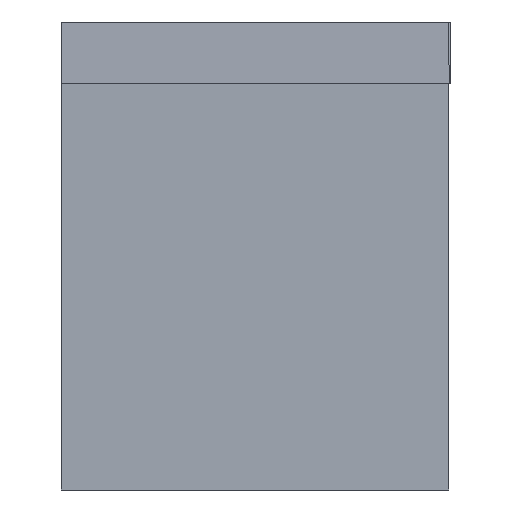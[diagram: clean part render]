
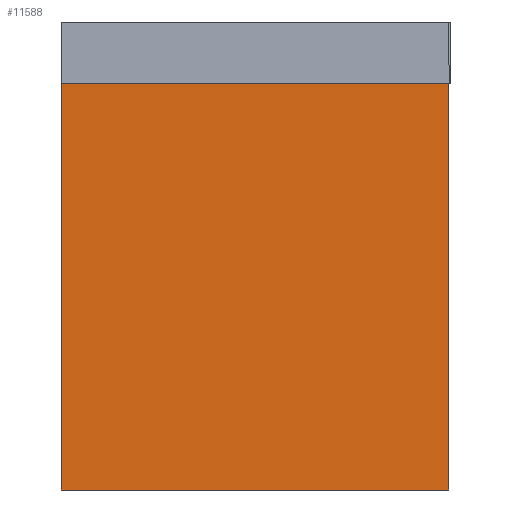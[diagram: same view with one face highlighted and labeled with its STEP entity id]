
A CAD part, left-side view. The second image highlights one B-rep face of the part: STEP entity #11588.
In plain terms, the highlighted planar face has unit normal (-1, 0, 0).
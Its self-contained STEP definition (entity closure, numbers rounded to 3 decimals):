
#1556=FACE_OUTER_BOUND('',#2322,.T.);
#2322=EDGE_LOOP('',(#9857,#9858,#9859,#9860));
#3271=LINE('',#25107,#4347);
#3274=LINE('',#25113,#4350);
#3277=LINE('',#25119,#4353);
#3280=LINE('',#25123,#4356);
#4347=VECTOR('',#15279,1.);
#4350=VECTOR('',#15284,1.);
#4353=VECTOR('',#15289,1.);
#4356=VECTOR('',#15294,1.);
#5459=VERTEX_POINT('',#25104);
#5460=VERTEX_POINT('',#25106);
#5462=VERTEX_POINT('',#25112);
#5464=VERTEX_POINT('',#25118);
#6963=EDGE_CURVE('',#5460,#5459,#3271,.T.);
#6966=EDGE_CURVE('',#5462,#5460,#3274,.T.);
#6969=EDGE_CURVE('',#5464,#5462,#3277,.T.);
#6972=EDGE_CURVE('',#5459,#5464,#3280,.T.);
#9857=ORIENTED_EDGE('',*,*,#6972,.T.);
#9858=ORIENTED_EDGE('',*,*,#6969,.T.);
#9859=ORIENTED_EDGE('',*,*,#6966,.T.);
#9860=ORIENTED_EDGE('',*,*,#6963,.T.);
#10844=PLANE('',#12705);
#11588=ADVANCED_FACE('',(#1556),#10844,.T.);
#12705=AXIS2_PLACEMENT_3D('',#25125,#15297,#15298);
#15279=DIRECTION('',(0.,0.,1.));
#15284=DIRECTION('',(0.,-1.,0.));
#15289=DIRECTION('',(0.,0.,-1.));
#15294=DIRECTION('',(0.,1.,0.));
#15297=DIRECTION('center_axis',(-1.,0.,0.));
#15298=DIRECTION('ref_axis',(0.,0.,1.));
#25104=CARTESIAN_POINT('',(-203.621,-603.126,490.));
#25106=CARTESIAN_POINT('',(-203.621,-603.126,-10.));
#25107=CARTESIAN_POINT('',(-203.621,-603.126,-10.));
#25112=CARTESIAN_POINT('',(-203.621,-127.126,-10.));
#25113=CARTESIAN_POINT('',(-203.621,-127.126,-10.));
#25118=CARTESIAN_POINT('',(-203.621,-127.126,490.));
#25119=CARTESIAN_POINT('',(-203.621,-127.126,490.));
#25123=CARTESIAN_POINT('',(-203.621,-603.126,490.));
#25125=CARTESIAN_POINT('Origin',(-203.621,-365.126,240.));
